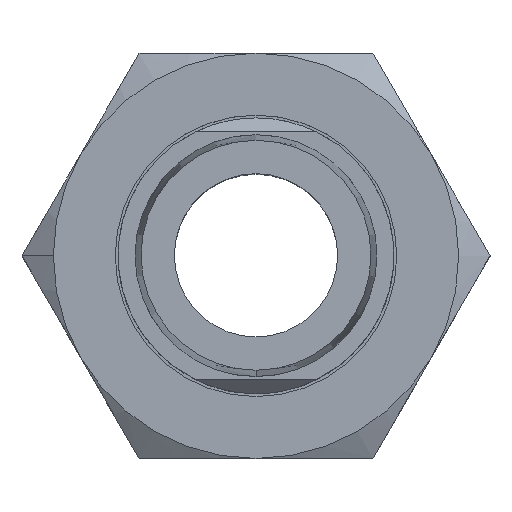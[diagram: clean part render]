
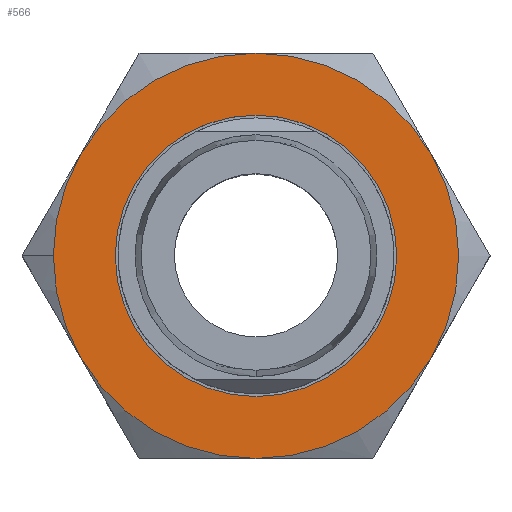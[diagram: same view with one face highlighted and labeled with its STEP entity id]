
A CAD part, top view. The second image highlights one B-rep face of the part: STEP entity #566.
In plain terms, the highlighted planar face has unit normal (0, 0, 1).
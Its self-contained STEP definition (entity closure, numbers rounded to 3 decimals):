
#289 = VERTEX_POINT ( 'NONE', #1237 ) ;
#300 = VERTEX_POINT ( 'NONE', #1319 ) ;
#302 = EDGE_CURVE ( 'NONE', #300, #303, #1318, .T. ) ;
#303 = VERTEX_POINT ( 'NONE', #1313 ) ;
#334 = EDGE_CURVE ( 'NONE', #335, #362, #1290, .T. ) ;
#335 = VERTEX_POINT ( 'NONE', #1285 ) ;
#343 = ORIENTED_EDGE ( 'NONE', *, *, #429, .T. ) ;
#346 = ORIENTED_EDGE ( 'NONE', *, *, #334, .T. ) ;
#350 = ORIENTED_EDGE ( 'NONE', *, *, #466, .T. ) ;
#351 = ORIENTED_EDGE ( 'NONE', *, *, #492, .T. ) ;
#353 = ORIENTED_EDGE ( 'NONE', *, *, #366, .T. ) ;
#354 = ORIENTED_EDGE ( 'NONE', *, *, #384, .T. ) ;
#362 = VERTEX_POINT ( 'NONE', #1228 ) ;
#366 = EDGE_CURVE ( 'NONE', #289, #383, #1225, .T. ) ;
#371 = VERTEX_POINT ( 'NONE', #1208 ) ;
#374 = EDGE_CURVE ( 'NONE', #362, #371, #1355, .T. ) ;
#376 = VERTEX_POINT ( 'NONE', #1350 ) ;
#383 = VERTEX_POINT ( 'NONE', #1332 ) ;
#384 = EDGE_CURVE ( 'NONE', #383, #335, #1329, .T. ) ;
#424 = EDGE_CURVE ( 'NONE', #303, #300, #1490, .T. ) ;
#425 = ORIENTED_EDGE ( 'NONE', *, *, #302, .F. ) ;
#426 = EDGE_LOOP ( 'NONE', ( #427, #343, #350, #351, #353, #354, #346 ) ) ;
#427 = ORIENTED_EDGE ( 'NONE', *, *, #374, .T. ) ;
#429 = EDGE_CURVE ( 'NONE', #371, #376, #1481, .T. ) ;
#466 = EDGE_CURVE ( 'NONE', #376, #497, #1705, .T. ) ;
#492 = EDGE_CURVE ( 'NONE', #497, #289, #1565, .T. ) ;
#497 = VERTEX_POINT ( 'NONE', #1634 ) ;
#534 = EDGE_LOOP ( 'NONE', ( #567, #425 ) ) ;
#566 = ADVANCED_FACE ( 'NONE', ( #1768, #1767 ), #1773, .F. ) ;
#567 = ORIENTED_EDGE ( 'NONE', *, *, #424, .F. ) ;
#1208 = CARTESIAN_POINT ( 'NONE',  ( 0., 18., 8. ) ) ;
#1211 = DIRECTION ( 'NONE',  ( 1., 0., 0. ) ) ;
#1212 = DIRECTION ( 'NONE',  ( 0., 0., 1. ) ) ;
#1213 = AXIS2_PLACEMENT_3D ( 'NONE', #1227, #1212, #1211 ) ;
#1225 = CIRCLE ( 'NONE', #1213, 18. ) ;
#1227 = CARTESIAN_POINT ( 'NONE',  ( 0., 0., 8. ) ) ;
#1228 = CARTESIAN_POINT ( 'NONE',  ( 15.588, 9., 8. ) ) ;
#1237 = CARTESIAN_POINT ( 'NONE',  ( -15.588, -9., 8. ) ) ;
#1285 = CARTESIAN_POINT ( 'NONE',  ( 15.588, -9., 8. ) ) ;
#1286 = DIRECTION ( 'NONE',  ( 1., 0., 0. ) ) ;
#1287 = DIRECTION ( 'NONE',  ( 0., 0., 1. ) ) ;
#1288 = CARTESIAN_POINT ( 'NONE',  ( 0., 0., 8. ) ) ;
#1289 = AXIS2_PLACEMENT_3D ( 'NONE', #1288, #1287, #1286 ) ;
#1290 = CIRCLE ( 'NONE', #1289, 18. ) ;
#1313 = CARTESIAN_POINT ( 'NONE',  ( 12.5, 0., 8. ) ) ;
#1314 = DIRECTION ( 'NONE',  ( 1., 0., 0. ) ) ;
#1315 = DIRECTION ( 'NONE',  ( 0., 0., 1. ) ) ;
#1316 = CARTESIAN_POINT ( 'NONE',  ( 0., 0., 8. ) ) ;
#1317 = AXIS2_PLACEMENT_3D ( 'NONE', #1316, #1315, #1314 ) ;
#1318 = CIRCLE ( 'NONE', #1317, 12.5 ) ;
#1319 = CARTESIAN_POINT ( 'NONE',  ( -12.5, 0., 8. ) ) ;
#1329 = CIRCLE ( 'NONE', #1414, 18. ) ;
#1332 = CARTESIAN_POINT ( 'NONE',  ( 0., -18., 8. ) ) ;
#1350 = CARTESIAN_POINT ( 'NONE',  ( -15.588, 9., 8. ) ) ;
#1351 = DIRECTION ( 'NONE',  ( 1., 0., 0. ) ) ;
#1352 = DIRECTION ( 'NONE',  ( 0., 0., 1. ) ) ;
#1353 = CARTESIAN_POINT ( 'NONE',  ( 0., 0., 8. ) ) ;
#1354 = AXIS2_PLACEMENT_3D ( 'NONE', #1353, #1352, #1351 ) ;
#1355 = CIRCLE ( 'NONE', #1354, 18. ) ;
#1411 = DIRECTION ( 'NONE',  ( 1., 0., 0. ) ) ;
#1412 = DIRECTION ( 'NONE',  ( 0., 0., 1. ) ) ;
#1413 = CARTESIAN_POINT ( 'NONE',  ( 0., 0., 8. ) ) ;
#1414 = AXIS2_PLACEMENT_3D ( 'NONE', #1413, #1412, #1411 ) ;
#1477 = DIRECTION ( 'NONE',  ( 1., 0., 0. ) ) ;
#1478 = DIRECTION ( 'NONE',  ( 0., 0., 1. ) ) ;
#1479 = CARTESIAN_POINT ( 'NONE',  ( 0., 0., 8. ) ) ;
#1480 = AXIS2_PLACEMENT_3D ( 'NONE', #1479, #1478, #1477 ) ;
#1481 = CIRCLE ( 'NONE', #1480, 18. ) ;
#1483 = DIRECTION ( 'NONE',  ( 1., 0., 0. ) ) ;
#1484 = DIRECTION ( 'NONE',  ( 0., 0., 1. ) ) ;
#1485 = CARTESIAN_POINT ( 'NONE',  ( 0., 0., 8. ) ) ;
#1486 = AXIS2_PLACEMENT_3D ( 'NONE', #1485, #1484, #1483 ) ;
#1490 = CIRCLE ( 'NONE', #1486, 12.5 ) ;
#1561 = DIRECTION ( 'NONE',  ( 1., 0., 0. ) ) ;
#1562 = DIRECTION ( 'NONE',  ( 0., 0., 1. ) ) ;
#1563 = CARTESIAN_POINT ( 'NONE',  ( 0., 0., 8. ) ) ;
#1564 = AXIS2_PLACEMENT_3D ( 'NONE', #1563, #1562, #1561 ) ;
#1565 = CIRCLE ( 'NONE', #1564, 18. ) ;
#1604 = DIRECTION ( 'NONE',  ( 1., 0., 0. ) ) ;
#1605 = DIRECTION ( 'NONE',  ( 0., 0., 1. ) ) ;
#1634 = CARTESIAN_POINT ( 'NONE',  ( -18., 0., 8. ) ) ;
#1704 = AXIS2_PLACEMENT_3D ( 'NONE', #1706, #1605, #1604 ) ;
#1705 = CIRCLE ( 'NONE', #1704, 18. ) ;
#1706 = CARTESIAN_POINT ( 'NONE',  ( 0., 0., 8. ) ) ;
#1767 = FACE_OUTER_BOUND ( 'NONE', #426, .T. ) ;
#1768 = FACE_BOUND ( 'NONE', #534, .T. ) ;
#1769 = CARTESIAN_POINT ( 'NONE',  ( 0., 18., 8. ) ) ;
#1772 = AXIS2_PLACEMENT_3D ( 'NONE', #1769, #1784, #1783 ) ;
#1773 = PLANE ( 'NONE',  #1772 ) ;
#1783 = DIRECTION ( 'NONE',  ( -1., 0., 0. ) ) ;
#1784 = DIRECTION ( 'NONE',  ( 0., 0., -1. ) ) ;
